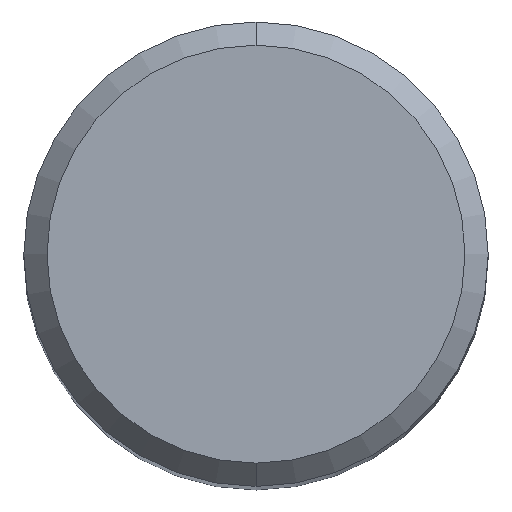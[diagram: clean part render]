
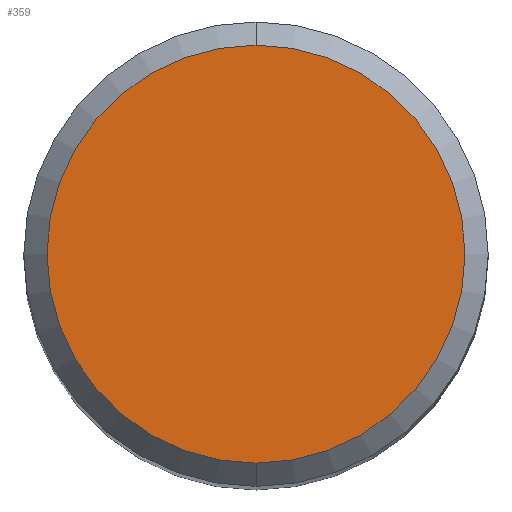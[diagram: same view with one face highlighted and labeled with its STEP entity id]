
A CAD part, top view. The second image highlights one B-rep face of the part: STEP entity #359.
In plain terms, the highlighted planar face has unit normal (0, 0, 1).
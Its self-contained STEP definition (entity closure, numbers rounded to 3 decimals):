
#261=EDGE_CURVE('',#391,#383,#578,.T.);
#313=EDGE_CURVE('',#383,#391,#633,.T.);
#359=ADVANCED_FACE('',(#681),#682,.T.);
#383=VERTEX_POINT('',#710);
#391=VERTEX_POINT('',#719);
#578=CIRCLE('',#1070,4.5);
#633=CIRCLE('',#1194,4.5);
#681=FACE_OUTER_BOUND('',#1271,.T.);
#682=PLANE('',#1272);
#710=CARTESIAN_POINT('',(0.0,4.5,0.0));
#719=CARTESIAN_POINT('',(0.,-4.5,0.0));
#1070=AXIS2_PLACEMENT_3D('',#1593,#1594,#1595);
#1194=AXIS2_PLACEMENT_3D('',#1635,#1636,#1637);
#1271=EDGE_LOOP('',(#1675,#1676));
#1272=AXIS2_PLACEMENT_3D('',#1677,#1678,#1679);
#1593=CARTESIAN_POINT('',(0.0,0.0,0.0));
#1594=DIRECTION('',(0.0,0.0,-1.0));
#1595=DIRECTION('',(0.0,1.0,0.0));
#1635=CARTESIAN_POINT('',(0.0,0.0,0.0));
#1636=DIRECTION('',(0.0,0.0,-1.0));
#1637=DIRECTION('',(0.0,1.0,0.0));
#1675=ORIENTED_EDGE('',*,*,#313,.F.);
#1676=ORIENTED_EDGE('',*,*,#261,.F.);
#1677=CARTESIAN_POINT('',(0.0,2.25,0.0));
#1678=DIRECTION('',(-0.0,0.0,1.0));
#1679=DIRECTION('',(0.0,-1.0,0.0));
